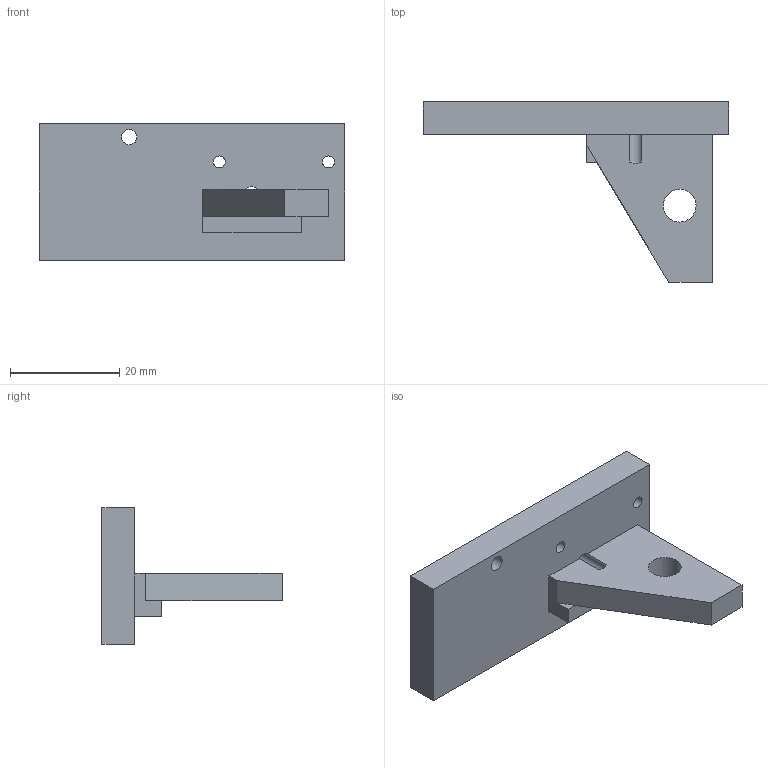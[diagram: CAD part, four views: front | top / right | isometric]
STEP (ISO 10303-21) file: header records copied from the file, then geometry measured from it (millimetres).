
FILE_DESCRIPTION(/* description */ (''),/* implementation_level */ '2;1');
FILE_NAME(/* name */ 'EndschalterPodest v3.step',/* time_stamp */ '2021-11-18T12:03:25+01:00',/* author */ (''),/* organization */ (''),/* preprocessor_version */ 'ST-DEVELOPER v18.1',/* originating_system */ 'Autodesk Translation Framework v10.10.0.1391',/* authorisation */ '');
FILE_SCHEMA (('AUTOMOTIVE_DESIGN { 1 0 10303 214 3 1 1 }'));
Length unit declared in the file: millimetre
Products named in the file (1): EndschalterPodest
Bounding box: 56 x 33 x 25 mm (x, y, z)
Volume: 10547.8 mm3; surface area: 5109.1 mm2
Topology: 1 solids, 1 shells, 22 faces, 61 edges, 40 vertices
Faces by surface type: plane 16, cylinder 5, cone 1
Full cylindrical faces by diameter (mm): 2.2 x2, 2.8 x2, 6 x1
Entity records: 737 total; most frequent: CARTESIAN_POINT 125, ORIENTED_EDGE 120, DIRECTION 117, EDGE_CURVE 60, LINE 47, VECTOR 47, VERTEX_POINT 40, AXIS2_PLACEMENT_3D 35
